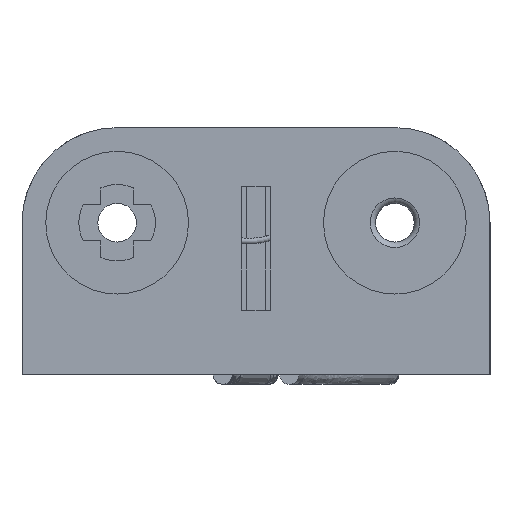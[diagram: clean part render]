
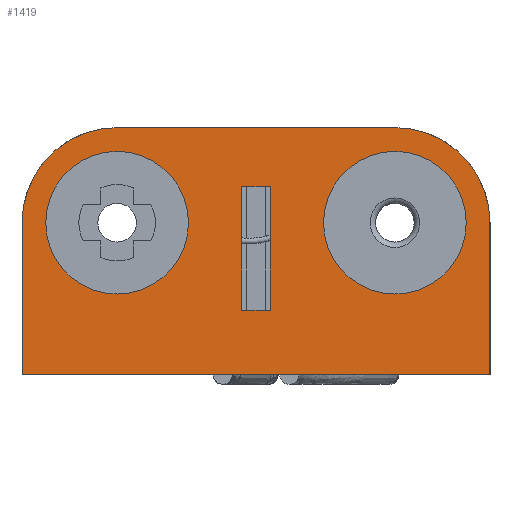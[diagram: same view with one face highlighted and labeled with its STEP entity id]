
A CAD part, left-side view. The second image highlights one B-rep face of the part: STEP entity #1419.
In plain terms, the highlighted planar face has unit normal (-1, 0, 0).
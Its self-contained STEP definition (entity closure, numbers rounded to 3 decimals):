
#1419=ADVANCED_FACE('',(#3807,#3808,#3809,#3810),#1956,.F.);
#1956=PLANE('',#9806);
#2330=LINE('',#12306,#3014);
#2406=LINE('',#13891,#3090);
#2407=LINE('',#13894,#3091);
#2408=LINE('',#13896,#3092);
#2409=LINE('',#13898,#3093);
#2410=LINE('',#13901,#3094);
#2411=LINE('',#13906,#3095);
#2412=LINE('',#13907,#3096);
#3014=VECTOR('',#10354,1.);
#3090=VECTOR('',#10526,1.);
#3091=VECTOR('',#10527,1.);
#3092=VECTOR('',#10528,1.);
#3093=VECTOR('',#10529,1.);
#3094=VECTOR('',#10532,1.);
#3095=VECTOR('',#10535,1.);
#3096=VECTOR('',#10536,1.);
#3807=FACE_BOUND('',#4011,.T.);
#3808=FACE_BOUND('',#4012,.T.);
#3809=FACE_BOUND('',#4013,.T.);
#3810=FACE_BOUND('',#4014,.T.);
#4011=EDGE_LOOP('',(#4979,#4980,#4981,#4982));
#4012=EDGE_LOOP('',(#4983));
#4013=EDGE_LOOP('',(#4984,#4985,#4986,#4987,#4988,#4989));
#4014=EDGE_LOOP('',(#4990));
#4979=ORIENTED_EDGE('',*,*,#8620,.F.);
#4980=ORIENTED_EDGE('',*,*,#8621,.F.);
#4981=ORIENTED_EDGE('',*,*,#8622,.F.);
#4982=ORIENTED_EDGE('',*,*,#8623,.F.);
#4983=ORIENTED_EDGE('',*,*,#8624,.F.);
#4984=ORIENTED_EDGE('',*,*,#8625,.F.);
#4985=ORIENTED_EDGE('',*,*,#8626,.T.);
#4986=ORIENTED_EDGE('',*,*,#8627,.T.);
#4987=ORIENTED_EDGE('',*,*,#8278,.T.);
#4988=ORIENTED_EDGE('',*,*,#8628,.F.);
#4989=ORIENTED_EDGE('',*,*,#8629,.T.);
#4990=ORIENTED_EDGE('',*,*,#8630,.T.);
#7353=VERTEX_POINT('',#12305);
#7354=VERTEX_POINT('',#12307);
#7681=VERTEX_POINT('',#13892);
#7682=VERTEX_POINT('',#13893);
#7683=VERTEX_POINT('',#13895);
#7684=VERTEX_POINT('',#13897);
#7685=VERTEX_POINT('',#13900);
#7686=VERTEX_POINT('',#13902);
#7687=VERTEX_POINT('',#13903);
#7688=VERTEX_POINT('',#13905);
#7689=VERTEX_POINT('',#13908);
#7690=VERTEX_POINT('',#13911);
#8278=EDGE_CURVE('',#7354,#7353,#2330,.T.);
#8620=EDGE_CURVE('',#7681,#7682,#2406,.T.);
#8621=EDGE_CURVE('',#7683,#7681,#2407,.T.);
#8622=EDGE_CURVE('',#7684,#7683,#2408,.T.);
#8623=EDGE_CURVE('',#7682,#7684,#2409,.T.);
#8624=EDGE_CURVE('',#7685,#7685,#9659,.T.);
#8625=EDGE_CURVE('',#7686,#7687,#2410,.T.);
#8626=EDGE_CURVE('',#7686,#7688,#9660,.T.);
#8627=EDGE_CURVE('',#7688,#7354,#2411,.T.);
#8628=EDGE_CURVE('',#7689,#7353,#2412,.T.);
#8629=EDGE_CURVE('',#7689,#7687,#9661,.T.);
#8630=EDGE_CURVE('',#7690,#7690,#9662,.T.);
#9659=CIRCLE('',#9802,3.75);
#9660=CIRCLE('',#9803,5.);
#9661=CIRCLE('',#9804,5.);
#9662=CIRCLE('',#9805,3.75);
#9802=AXIS2_PLACEMENT_3D('',#13899,#10530,#10531);
#9803=AXIS2_PLACEMENT_3D('',#13904,#10533,#10534);
#9804=AXIS2_PLACEMENT_3D('',#13909,#10537,#10538);
#9805=AXIS2_PLACEMENT_3D('',#13910,#10539,#10540);
#9806=AXIS2_PLACEMENT_3D('',#13912,#10541,#10542);
#10354=DIRECTION('',(0.,-1.,0.));
#10526=DIRECTION('',(0.,1.,0.));
#10527=DIRECTION('',(0.,0.,1.));
#10528=DIRECTION('',(0.,-1.,0.));
#10529=DIRECTION('',(0.,0.,-1.));
#10530=DIRECTION('',(-1.,0.,0.));
#10531=DIRECTION('',(0.,-1.,0.));
#10532=DIRECTION('',(0.,-1.,0.));
#10533=DIRECTION('',(-1.,0.,0.));
#10534=DIRECTION('',(0.,1.,0.));
#10535=DIRECTION('',(0.,0.,-1.));
#10536=DIRECTION('',(0.,0.,-1.));
#10537=DIRECTION('',(-1.,0.,0.));
#10538=DIRECTION('',(0.,1.,0.));
#10539=DIRECTION('',(1.,0.,0.));
#10540=DIRECTION('',(0.,1.,0.));
#10541=DIRECTION('',(1.,0.,0.));
#10542=DIRECTION('',(0.,1.,0.));
#12305=CARTESIAN_POINT('',(-26.5,-12.3,0.));
#12306=CARTESIAN_POINT('',(-26.5,12.3,0.));
#12307=CARTESIAN_POINT('',(-26.5,12.3,0.));
#13891=CARTESIAN_POINT('',(-26.5,-0.75,9.9));
#13892=CARTESIAN_POINT('',(-26.5,-0.75,9.9));
#13893=CARTESIAN_POINT('',(-26.5,0.75,9.9));
#13894=CARTESIAN_POINT('',(-26.5,-0.75,3.4));
#13895=CARTESIAN_POINT('',(-26.5,-0.75,3.4));
#13896=CARTESIAN_POINT('',(-26.5,0.75,3.4));
#13897=CARTESIAN_POINT('',(-26.5,0.75,3.4));
#13898=CARTESIAN_POINT('',(-26.5,0.75,9.9));
#13899=CARTESIAN_POINT('',(-26.5,7.3,8.));
#13900=CARTESIAN_POINT('',(-26.5,3.55,8.));
#13901=CARTESIAN_POINT('',(-26.5,12.3,13.));
#13902=CARTESIAN_POINT('',(-26.5,7.3,13.));
#13903=CARTESIAN_POINT('',(-26.5,-7.3,13.));
#13904=CARTESIAN_POINT('',(-26.5,7.3,8.));
#13905=CARTESIAN_POINT('',(-26.5,12.3,8.));
#13906=CARTESIAN_POINT('',(-26.5,12.3,13.));
#13907=CARTESIAN_POINT('',(-26.5,-12.3,13.));
#13908=CARTESIAN_POINT('',(-26.5,-12.3,8.));
#13909=CARTESIAN_POINT('',(-26.5,-7.3,8.));
#13910=CARTESIAN_POINT('',(-26.5,-7.3,8.));
#13911=CARTESIAN_POINT('',(-26.5,-3.55,8.));
#13912=CARTESIAN_POINT('',(-26.5,12.3,13.));
